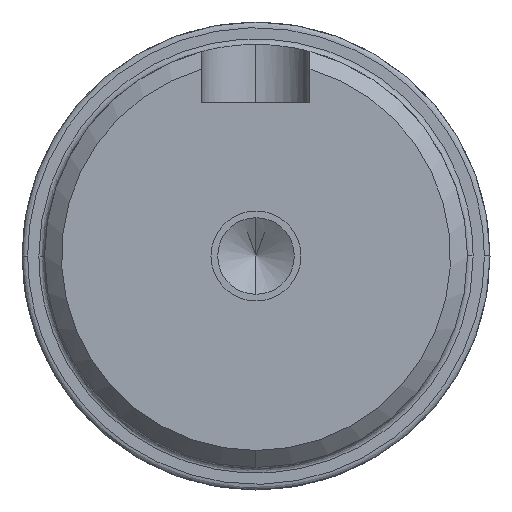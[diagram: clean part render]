
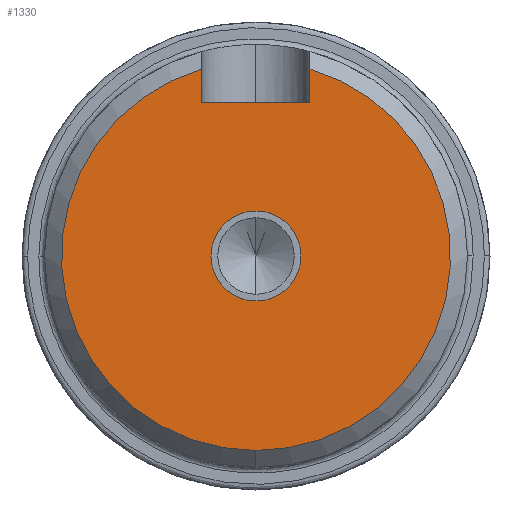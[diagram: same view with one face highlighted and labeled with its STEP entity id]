
A CAD part, left-side view. The second image highlights one B-rep face of the part: STEP entity #1330.
In plain terms, the highlighted planar face has unit normal (-1, 0, 0).
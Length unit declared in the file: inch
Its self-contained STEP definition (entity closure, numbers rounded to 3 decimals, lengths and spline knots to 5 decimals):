
#10 = DIRECTION ( 'NONE',  ( 0., -1., 0. ) ) ;
#87 = LINE ( 'NONE', #309, #1384 ) ;
#137 = CARTESIAN_POINT ( 'NONE',  ( -18.79759, -0.375, 1.0628 ) ) ;
#267 = DIRECTION ( 'NONE',  ( 0., 1., 0. ) ) ;
#298 = DIRECTION ( 'NONE',  ( 1., 0., 0. ) ) ;
#305 = PLANE ( 'NONE',  #1077 ) ;
#309 = CARTESIAN_POINT ( 'NONE',  ( -18.79759, 0., 1.0628 ) ) ;
#324 = ORIENTED_EDGE ( 'NONE', *, *, #861, .F. ) ;
#433 = DIRECTION ( 'NONE',  ( 1., 0., 0. ) ) ;
#477 = ORIENTED_EDGE ( 'NONE', *, *, #1111, .F. ) ;
#522 = CARTESIAN_POINT ( 'NONE',  ( -18.79759, 0.375, 1.29749 ) ) ;
#534 = CARTESIAN_POINT ( 'NONE',  ( -18.79759, -0.375, 1.29749 ) ) ;
#700 = DIRECTION ( 'NONE',  ( 0., 0., 1. ) ) ;
#710 = DIRECTION ( 'NONE',  ( -1., 0., 0. ) ) ;
#714 = CARTESIAN_POINT ( 'NONE',  ( -18.79759, 0., 0. ) ) ;
#717 = EDGE_CURVE ( 'NONE', #838, #1963, #1634, .T. ) ;
#738 = ORIENTED_EDGE ( 'NONE', *, *, #1157, .F. ) ;
#791 = CARTESIAN_POINT ( 'NONE',  ( -18.79759, 0., -1.35059 ) ) ;
#816 = VECTOR ( 'NONE', #1710, 39.37008 ) ;
#829 = CARTESIAN_POINT ( 'NONE',  ( -18.79759, 0., 0. ) ) ;
#838 = VERTEX_POINT ( 'NONE', #1889 ) ;
#861 = EDGE_CURVE ( 'NONE', #1896, #1956, #87, .T. ) ;
#889 = CIRCLE ( 'NONE', #1055, 0.3125 ) ;
#911 = DIRECTION ( 'NONE',  ( 0., 0., 1. ) ) ;
#927 = DIRECTION ( 'NONE',  ( -1., 0., 0. ) ) ;
#936 = CARTESIAN_POINT ( 'NONE',  ( -18.79759, 0., 0. ) ) ;
#939 = VERTEX_POINT ( 'NONE', #534 ) ;
#974 = CARTESIAN_POINT ( 'NONE',  ( -18.79759, 0., -0.3125 ) ) ;
#1040 = CIRCLE ( 'NONE', #1068, 1.35059 ) ;
#1055 = AXIS2_PLACEMENT_3D ( 'NONE', #936, #927, #911 ) ;
#1064 = ORIENTED_EDGE ( 'NONE', *, *, #1338, .F. ) ;
#1068 = AXIS2_PLACEMENT_3D ( 'NONE', #2129, #433, #2162 ) ;
#1077 = AXIS2_PLACEMENT_3D ( 'NONE', #829, #298, #267 ) ;
#1094 = FACE_BOUND ( 'NONE', #2066, .T. ) ;
#1109 = EDGE_CURVE ( 'NONE', #1956, #939, #1195, .T. ) ;
#1111 = EDGE_CURVE ( 'NONE', #1656, #1896, #1217, .T. ) ;
#1128 = CIRCLE ( 'NONE', #1139, 1.35059 ) ;
#1139 = AXIS2_PLACEMENT_3D ( 'NONE', #1168, #1160, #1146 ) ;
#1146 = DIRECTION ( 'NONE',  ( 0., 0., -1. ) ) ;
#1157 = EDGE_CURVE ( 'NONE', #1925, #1656, #1128, .T. ) ;
#1158 = VECTOR ( 'NONE', #1695, 39.37008 ) ;
#1160 = DIRECTION ( 'NONE',  ( 1., 0., 0. ) ) ;
#1168 = CARTESIAN_POINT ( 'NONE',  ( -18.79759, 0., 0. ) ) ;
#1195 = LINE ( 'NONE', #1725, #816 ) ;
#1217 = LINE ( 'NONE', #1754, #1158 ) ;
#1251 = AXIS2_PLACEMENT_3D ( 'NONE', #714, #710, #700 ) ;
#1330 = ADVANCED_FACE ( 'NONE', ( #1433, #1094 ), #305, .F. ) ;
#1338 = EDGE_CURVE ( 'NONE', #939, #1925, #1040, .T. ) ;
#1384 = VECTOR ( 'NONE', #10, 39.37008 ) ;
#1405 = EDGE_CURVE ( 'NONE', #1963, #838, #889, .T. ) ;
#1433 = FACE_OUTER_BOUND ( 'NONE', #2042, .T. ) ;
#1497 = ORIENTED_EDGE ( 'NONE', *, *, #717, .F. ) ;
#1634 = CIRCLE ( 'NONE', #1251, 0.3125 ) ;
#1656 = VERTEX_POINT ( 'NONE', #522 ) ;
#1695 = DIRECTION ( 'NONE',  ( 0., 0., -1. ) ) ;
#1710 = DIRECTION ( 'NONE',  ( 0., 0., 1. ) ) ;
#1725 = CARTESIAN_POINT ( 'NONE',  ( -18.79759, -0.375, 0. ) ) ;
#1754 = CARTESIAN_POINT ( 'NONE',  ( -18.79759, 0.375, 0. ) ) ;
#1844 = ORIENTED_EDGE ( 'NONE', *, *, #1109, .F. ) ;
#1889 = CARTESIAN_POINT ( 'NONE',  ( -18.79759, 0., 0.3125 ) ) ;
#1896 = VERTEX_POINT ( 'NONE', #2118 ) ;
#1925 = VERTEX_POINT ( 'NONE', #791 ) ;
#1956 = VERTEX_POINT ( 'NONE', #137 ) ;
#1963 = VERTEX_POINT ( 'NONE', #974 ) ;
#2042 = EDGE_LOOP ( 'NONE', ( #477, #738, #1064, #1844, #324 ) ) ;
#2066 = EDGE_LOOP ( 'NONE', ( #1497, #2152 ) ) ;
#2118 = CARTESIAN_POINT ( 'NONE',  ( -18.79759, 0.375, 1.0628 ) ) ;
#2129 = CARTESIAN_POINT ( 'NONE',  ( -18.79759, 0., 0. ) ) ;
#2152 = ORIENTED_EDGE ( 'NONE', *, *, #1405, .F. ) ;
#2162 = DIRECTION ( 'NONE',  ( 0., 0., -1. ) ) ;
